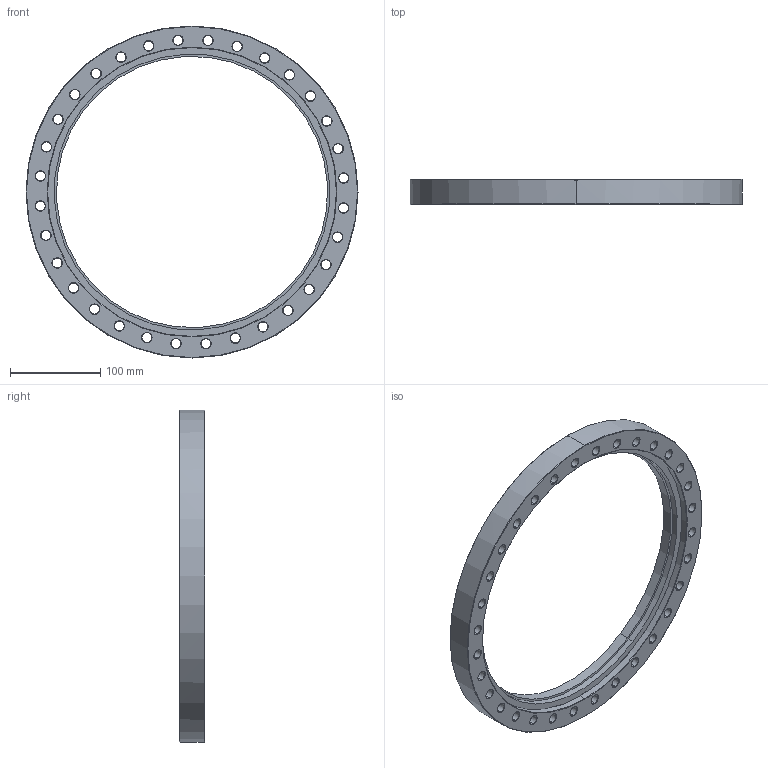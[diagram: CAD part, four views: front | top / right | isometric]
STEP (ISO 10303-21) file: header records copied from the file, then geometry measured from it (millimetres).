
FILE_DESCRIPTION (( 'STEP AP214' ), '1' );
FILE_NAME ('Hositrad_CF300-306-R-ISO3669.STEP', '2017-08-22T08:56:48', ( 'Gebruiker' ), ( '' ), 'SwSTEP 2.0', 'SolidWorks 2017', '' );
FILE_SCHEMA (( 'AUTOMOTIVE_DESIGN' ));
Length unit declared in the file: millimetre
Products named in the file (3): Hositrad_CF300-306-R-ISO3669; CF300-R-outerring-ISO3669_NW300-R outerring; CF300-R-innerring-ISO3669_CF300-306
Assembly tree (2 placements, depth 2):
  Hositrad_CF300-306-R-ISO3669
    CF300-R-outerring-ISO3669_NW300-R outerring
    CF300-R-innerring-ISO3669_CF300-306
Bounding box: 368.3 x 28 x 368.3 mm (x, y, z)
Volume: 798096.4 mm3; surface area: 197251.8 mm2
Topology: 2 solids, 2 shells, 233 faces, 640 edges, 380 vertices
Faces by surface type: cone 144, cylinder 76, plane 13
Entity records: 7730 total; most frequent: DIRECTION 1436, CARTESIAN_POINT 1390, ORIENTED_EDGE 1280, EDGE_CURVE 640, AXIS2_PLACEMENT_3D 602, VERTEX_POINT 380, CIRCLE 364, EDGE_LOOP 270
